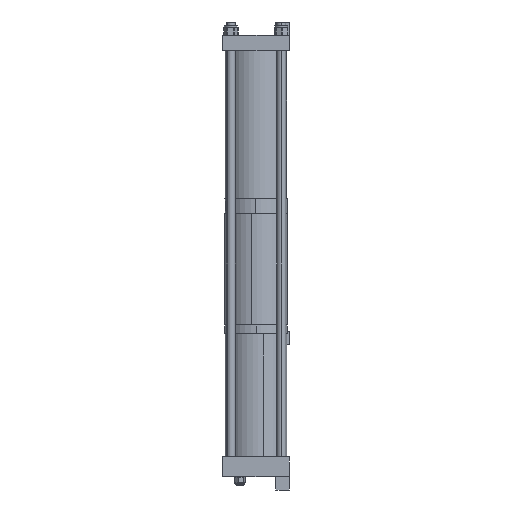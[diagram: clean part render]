
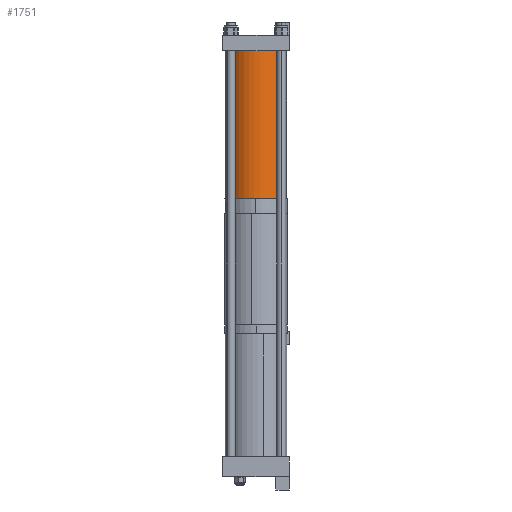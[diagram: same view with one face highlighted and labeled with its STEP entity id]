
A CAD part, left-side view. The second image highlights one B-rep face of the part: STEP entity #1751.
In plain terms, the highlighted cylindrical face has radius 88.9 mm (diameter 177.8 mm), a partial arc.
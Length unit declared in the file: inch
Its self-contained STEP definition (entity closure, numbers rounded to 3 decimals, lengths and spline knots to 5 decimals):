
#271 = EDGE_CURVE ( 'NONE', #6562, #8638, #16686, .T. ) ;
#445 = DIRECTION ( 'NONE',  ( 0., 0., 1. ) ) ;
#882 = VERTEX_POINT ( 'NONE', #5697 ) ;
#975 = DIRECTION ( 'NONE',  ( 0., 0., -1. ) ) ;
#1006 = DIRECTION ( 'NONE',  ( 0., 0., -1. ) ) ;
#1270 = VERTEX_POINT ( 'NONE', #10759 ) ;
#1644 = CIRCLE ( 'NONE', #14942, 3.5 ) ;
#1751 = ADVANCED_FACE ( 'NONE', ( #16705 ), #17608, .T. ) ;
#2663 = DIRECTION ( 'NONE',  ( 0., 0., -1. ) ) ;
#2987 = VECTOR ( 'NONE', #975, 39.37008 ) ;
#3274 = DIRECTION ( 'NONE',  ( 1., 0., 0. ) ) ;
#3524 = CIRCLE ( 'NONE', #11915, 3.5 ) ;
#3828 = EDGE_CURVE ( 'NONE', #882, #6562, #1644, .T. ) ;
#3979 = DIRECTION ( 'NONE',  ( -1., 0., 0. ) ) ;
#5110 = ORIENTED_EDGE ( 'NONE', *, *, #16050, .T. ) ;
#5555 = CARTESIAN_POINT ( 'NONE',  ( -3.5, 0., 16.658 ) ) ;
#5697 = CARTESIAN_POINT ( 'NONE',  ( 3.5, 0., 16.658 ) ) ;
#6126 = CARTESIAN_POINT ( 'NONE',  ( -3.5, 0., 0. ) ) ;
#6552 = DIRECTION ( 'NONE',  ( 0., 0., 1. ) ) ;
#6562 = VERTEX_POINT ( 'NONE', #12509 ) ;
#8300 = VECTOR ( 'NONE', #2663, 39.37008 ) ;
#8638 = VERTEX_POINT ( 'NONE', #6126 ) ;
#9387 = DIRECTION ( 'NONE',  ( 1., 0., 0. ) ) ;
#9688 = ORIENTED_EDGE ( 'NONE', *, *, #3828, .F. ) ;
#10666 = ORIENTED_EDGE ( 'NONE', *, *, #11308, .T. ) ;
#10759 = CARTESIAN_POINT ( 'NONE',  ( 3.5, 0., 0. ) ) ;
#11308 = EDGE_CURVE ( 'NONE', #882, #1270, #11340, .T. ) ;
#11322 = EDGE_LOOP ( 'NONE', ( #9688, #10666, #5110, #13033 ) ) ;
#11340 = LINE ( 'NONE', #15142, #2987 ) ;
#11753 = CARTESIAN_POINT ( 'NONE',  ( 0., 0., 16.658 ) ) ;
#11915 = AXIS2_PLACEMENT_3D ( 'NONE', #12134, #6552, #9387 ) ;
#11960 = AXIS2_PLACEMENT_3D ( 'NONE', #18156, #1006, #3979 ) ;
#12134 = CARTESIAN_POINT ( 'NONE',  ( 0., 0., 0. ) ) ;
#12509 = CARTESIAN_POINT ( 'NONE',  ( -3.5, 0., 16.658 ) ) ;
#13033 = ORIENTED_EDGE ( 'NONE', *, *, #271, .F. ) ;
#14942 = AXIS2_PLACEMENT_3D ( 'NONE', #11753, #445, #3274 ) ;
#15142 = CARTESIAN_POINT ( 'NONE',  ( 3.5, 0., 16.658 ) ) ;
#16050 = EDGE_CURVE ( 'NONE', #1270, #8638, #3524, .T. ) ;
#16686 = LINE ( 'NONE', #5555, #8300 ) ;
#16705 = FACE_OUTER_BOUND ( 'NONE', #11322, .T. ) ;
#17608 = CYLINDRICAL_SURFACE ( 'NONE', #11960, 3.5 ) ;
#18156 = CARTESIAN_POINT ( 'NONE',  ( 0., 0., 16.658 ) ) ;
